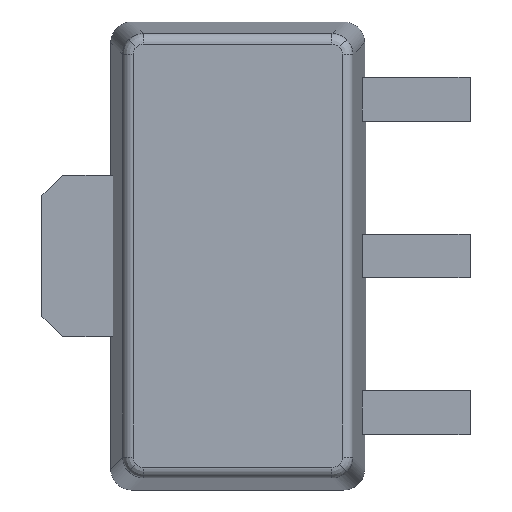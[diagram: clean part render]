
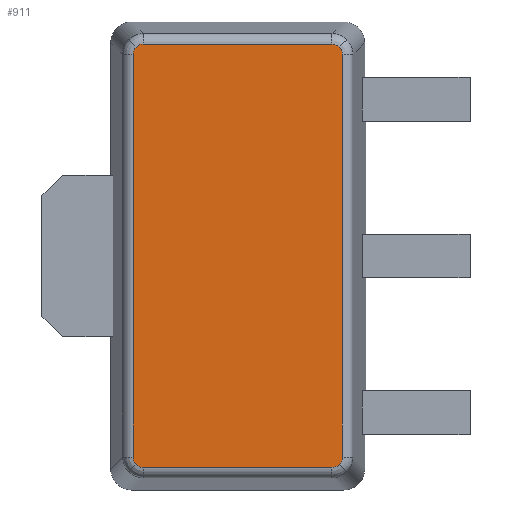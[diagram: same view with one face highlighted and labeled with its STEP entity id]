
A CAD part, top view. The second image highlights one B-rep face of the part: STEP entity #911.
In plain terms, the highlighted planar face has unit normal (0, 0, 1).
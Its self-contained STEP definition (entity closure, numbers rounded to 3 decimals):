
#11 = DIRECTION ( 'NONE',  ( -1., 0., 0. ) ) ;
#64 = CARTESIAN_POINT ( 'NONE',  ( -1.002, 1.954, 1.5 ) ) ;
#73 = CARTESIAN_POINT ( 'NONE',  ( 0.903, -2.027, 1.5 ) ) ;
#138 = DIRECTION ( 'NONE',  ( 1., 0., 0. ) ) ;
#274 = EDGE_CURVE ( 'NONE', #1823, #2061, #4725, .T. ) ;
#320 = CARTESIAN_POINT ( 'NONE',  ( -0.929, -2.027, 1.5 ) ) ;
#326 = EDGE_CURVE ( 'NONE', #2061, #2815, #1225, .T. ) ;
#330 = CARTESIAN_POINT ( 'NONE',  ( 1.002, 1.928, 1.5 ) ) ;
#454 = CARTESIAN_POINT ( 'NONE',  ( -0.973, 1.998, 1.5 ) ) ;
#571 = VERTEX_POINT ( 'NONE', #4782 ) ;
#612 = VECTOR ( 'NONE', #5427, 1000. ) ;
#674 = CARTESIAN_POINT ( 'NONE',  ( 1.002, 1.92, 1.5 ) ) ;
#675 = EDGE_CURVE ( 'NONE', #2074, #1823, #4553, .T. ) ;
#711 = VERTEX_POINT ( 'NONE', #1802 ) ;
#768 = EDGE_CURVE ( 'NONE', #1117, #711, #3539, .T. ) ;
#801 = CARTESIAN_POINT ( 'NONE',  ( 0.903, 2.027, 1.5 ) ) ;
#814 = CARTESIAN_POINT ( 'NONE',  ( 0.973, 1.998, 1.5 ) ) ;
#827 = CARTESIAN_POINT ( 'NONE',  ( -0.973, -1.998, 1.5 ) ) ;
#911 = ADVANCED_FACE ( 'NONE', ( #2748 ), #4917, .T. ) ;
#914 = CARTESIAN_POINT ( 'NONE',  ( 1.002, -1.954, 1.5 ) ) ;
#948 = DIRECTION ( 'NONE',  ( 1., 0., 0. ) ) ;
#967 = VERTEX_POINT ( 'NONE', #2293 ) ;
#995 = CARTESIAN_POINT ( 'NONE',  ( 0.973, -1.998, 1.5 ) ) ;
#1003 = DIRECTION ( 'NONE',  ( 0., 0., 1. ) ) ;
#1048 = CARTESIAN_POINT ( 'NONE',  ( 0., 0., 1.5 ) ) ;
#1078 = CARTESIAN_POINT ( 'NONE',  ( -0.973, -1.998, 1.5 ) ) ;
#1105 = CARTESIAN_POINT ( 'NONE',  ( -0.992, -1.979, 1.5 ) ) ;
#1117 = VERTEX_POINT ( 'NONE', #2490 ) ;
#1225 = LINE ( 'NONE', #1643, #3811 ) ;
#1228 = VERTEX_POINT ( 'NONE', #827 ) ;
#1377 = CARTESIAN_POINT ( 'NONE',  ( 0.895, -2.027, 1.5 ) ) ;
#1528 = LINE ( 'NONE', #1377, #5049 ) ;
#1538 = CARTESIAN_POINT ( 'NONE',  ( -1.002, -1.954, 1.5 ) ) ;
#1583 = EDGE_CURVE ( 'NONE', #571, #2942, #2978, .T. ) ;
#1643 = CARTESIAN_POINT ( 'NONE',  ( -0.895, 2.027, 1.5 ) ) ;
#1755 = CARTESIAN_POINT ( 'NONE',  ( 0.973, -1.998, 1.5 ) ) ;
#1802 = CARTESIAN_POINT ( 'NONE',  ( -1.002, 1.928, 1.5 ) ) ;
#1823 = VERTEX_POINT ( 'NONE', #814 ) ;
#1884 = CARTESIAN_POINT ( 'NONE',  ( -1.002, -1.928, 1.5 ) ) ;
#1913 = EDGE_CURVE ( 'NONE', #2942, #3285, #3961, .T. ) ;
#1933 = VECTOR ( 'NONE', #4777, 1000. ) ;
#1999 = CARTESIAN_POINT ( 'NONE',  ( 0.954, 2.017, 1.5 ) ) ;
#2061 = VERTEX_POINT ( 'NONE', #801 ) ;
#2074 = VERTEX_POINT ( 'NONE', #330 ) ;
#2107 = CARTESIAN_POINT ( 'NONE',  ( 1.002, 1.954, 1.5 ) ) ;
#2293 = CARTESIAN_POINT ( 'NONE',  ( -0.903, -2.027, 1.5 ) ) ;
#2372 = EDGE_CURVE ( 'NONE', #3482, #1228, #3560, .T. ) ;
#2490 = CARTESIAN_POINT ( 'NONE',  ( -0.973, 1.998, 1.5 ) ) ;
#2555 = EDGE_CURVE ( 'NONE', #3285, #2074, #4137, .T. ) ;
#2644 = CARTESIAN_POINT ( 'NONE',  ( -0.992, 1.979, 1.5 ) ) ;
#2748 = FACE_OUTER_BOUND ( 'NONE', #4710, .T. ) ;
#2815 = VERTEX_POINT ( 'NONE', #3842 ) ;
#2856 = CARTESIAN_POINT ( 'NONE',  ( 0.929, 2.027, 1.5 ) ) ;
#2913 = CARTESIAN_POINT ( 'NONE',  ( 0.973, 1.998, 1.5 ) ) ;
#2942 = VERTEX_POINT ( 'NONE', #995 ) ;
#2978 =( BOUNDED_CURVE ( )  B_SPLINE_CURVE ( 3, ( #73, #4864, #4850, #5327 ),
 .UNSPECIFIED., .F., .F. ) 
 B_SPLINE_CURVE_WITH_KNOTS ( ( 4, 4 ),
 ( 5.502, 6.283 ),
 .UNSPECIFIED. ) 
 CURVE ( )  GEOMETRIC_REPRESENTATION_ITEM ( )  RATIONAL_B_SPLINE_CURVE ( ( 1., 0.95, 0.95, 1. ) ) 
 REPRESENTATION_ITEM ( '' )  );
#2985 = CARTESIAN_POINT ( 'NONE',  ( -0.903, -2.027, 1.5 ) ) ;
#3052 = CARTESIAN_POINT ( 'NONE',  ( 0.992, 1.979, 1.5 ) ) ;
#3102 =( BOUNDED_CURVE ( )  B_SPLINE_CURVE ( 3, ( #5637, #5625, #3879, #454 ),
 .UNSPECIFIED., .F., .F. ) 
 B_SPLINE_CURVE_WITH_KNOTS ( ( 4, 4 ),
 ( 5.502, 6.283 ),
 .UNSPECIFIED. ) 
 CURVE ( )  GEOMETRIC_REPRESENTATION_ITEM ( )  RATIONAL_B_SPLINE_CURVE ( ( 1., 0.95, 0.95, 1. ) ) 
 REPRESENTATION_ITEM ( '' )  );
#3285 = VERTEX_POINT ( 'NONE', #5154 ) ;
#3298 = AXIS2_PLACEMENT_3D ( 'NONE', #1048, #1003, #138 ) ;
#3371 = CARTESIAN_POINT ( 'NONE',  ( -0.973, -1.998, 1.5 ) ) ;
#3385 = CARTESIAN_POINT ( 'NONE',  ( 1.002, 1.928, 1.5 ) ) ;
#3425 = ORIENTED_EDGE ( 'NONE', *, *, #5500, .T. ) ;
#3462 = EDGE_CURVE ( 'NONE', #967, #571, #1528, .T. ) ;
#3482 = VERTEX_POINT ( 'NONE', #4857 ) ;
#3493 = ORIENTED_EDGE ( 'NONE', *, *, #3715, .T. ) ;
#3512 = CARTESIAN_POINT ( 'NONE',  ( -1.002, 1.928, 1.5 ) ) ;
#3539 =( BOUNDED_CURVE ( )  B_SPLINE_CURVE ( 3, ( #4815, #2644, #64, #3512 ),
 .UNSPECIFIED., .F., .T. ) 
 B_SPLINE_CURVE_WITH_KNOTS ( ( 4, 4 ),
 ( 0., 0.782 ),
 .UNSPECIFIED. ) 
 CURVE ( )  GEOMETRIC_REPRESENTATION_ITEM ( )  RATIONAL_B_SPLINE_CURVE ( ( 1., 0.95, 0.95, 1. ) ) 
 REPRESENTATION_ITEM ( '' )  );
#3560 =( BOUNDED_CURVE ( )  B_SPLINE_CURVE ( 3, ( #1884, #1538, #1105, #1078 ),
 .UNSPECIFIED., .F., .F. ) 
 B_SPLINE_CURVE_WITH_KNOTS ( ( 4, 4 ),
 ( 5.502, 6.283 ),
 .UNSPECIFIED. ) 
 CURVE ( )  GEOMETRIC_REPRESENTATION_ITEM ( )  RATIONAL_B_SPLINE_CURVE ( ( 1., 0.95, 0.95, 1. ) ) 
 REPRESENTATION_ITEM ( '' )  );
#3617 = ORIENTED_EDGE ( 'NONE', *, *, #1583, .T. ) ;
#3715 = EDGE_CURVE ( 'NONE', #711, #3482, #3757, .T. ) ;
#3757 = LINE ( 'NONE', #4259, #1933 ) ;
#3811 = VECTOR ( 'NONE', #11, 1000. ) ;
#3840 = CARTESIAN_POINT ( 'NONE',  ( -0.954, -2.017, 1.5 ) ) ;
#3842 = CARTESIAN_POINT ( 'NONE',  ( -0.903, 2.027, 1.5 ) ) ;
#3879 = CARTESIAN_POINT ( 'NONE',  ( -0.954, 2.017, 1.5 ) ) ;
#3961 =( BOUNDED_CURVE ( )  B_SPLINE_CURVE ( 3, ( #1755, #3977, #914, #3963 ),
 .UNSPECIFIED., .F., .F. ) 
 B_SPLINE_CURVE_WITH_KNOTS ( ( 4, 4 ),
 ( 0., 0.782 ),
 .UNSPECIFIED. ) 
 CURVE ( )  GEOMETRIC_REPRESENTATION_ITEM ( )  RATIONAL_B_SPLINE_CURVE ( ( 1., 0.95, 0.95, 1. ) ) 
 REPRESENTATION_ITEM ( '' )  );
#3963 = CARTESIAN_POINT ( 'NONE',  ( 1.002, -1.928, 1.5 ) ) ;
#3977 = CARTESIAN_POINT ( 'NONE',  ( 0.992, -1.979, 1.5 ) ) ;
#4027 = ORIENTED_EDGE ( 'NONE', *, *, #4109, .T. ) ;
#4109 = EDGE_CURVE ( 'NONE', #1228, #967, #5343, .T. ) ;
#4112 = ORIENTED_EDGE ( 'NONE', *, *, #274, .T. ) ;
#4137 = LINE ( 'NONE', #674, #612 ) ;
#4259 = CARTESIAN_POINT ( 'NONE',  ( -1.002, -1.92, 1.5 ) ) ;
#4383 = ORIENTED_EDGE ( 'NONE', *, *, #768, .T. ) ;
#4553 =( BOUNDED_CURVE ( )  B_SPLINE_CURVE ( 3, ( #3385, #2107, #3052, #4794 ),
 .UNSPECIFIED., .F., .F. ) 
 B_SPLINE_CURVE_WITH_KNOTS ( ( 4, 4 ),
 ( 5.502, 6.283 ),
 .UNSPECIFIED. ) 
 CURVE ( )  GEOMETRIC_REPRESENTATION_ITEM ( )  RATIONAL_B_SPLINE_CURVE ( ( 1., 0.95, 0.95, 1. ) ) 
 REPRESENTATION_ITEM ( '' )  );
#4710 = EDGE_LOOP ( 'NONE', ( #5525, #5392, #4112, #4961, #3425, #4383, #3493, #5131, #4027, #5133, #3617, #5038 ) ) ;
#4725 =( BOUNDED_CURVE ( )  B_SPLINE_CURVE ( 3, ( #2913, #1999, #2856, #5040 ),
 .UNSPECIFIED., .F., .T. ) 
 B_SPLINE_CURVE_WITH_KNOTS ( ( 4, 4 ),
 ( 0., 0.782 ),
 .UNSPECIFIED. ) 
 CURVE ( )  GEOMETRIC_REPRESENTATION_ITEM ( )  RATIONAL_B_SPLINE_CURVE ( ( 1., 0.95, 0.95, 1. ) ) 
 REPRESENTATION_ITEM ( '' )  );
#4777 = DIRECTION ( 'NONE',  ( 0., -1., 0. ) ) ;
#4782 = CARTESIAN_POINT ( 'NONE',  ( 0.903, -2.027, 1.5 ) ) ;
#4794 = CARTESIAN_POINT ( 'NONE',  ( 0.973, 1.998, 1.5 ) ) ;
#4815 = CARTESIAN_POINT ( 'NONE',  ( -0.973, 1.998, 1.5 ) ) ;
#4850 = CARTESIAN_POINT ( 'NONE',  ( 0.954, -2.017, 1.5 ) ) ;
#4857 = CARTESIAN_POINT ( 'NONE',  ( -1.002, -1.928, 1.5 ) ) ;
#4864 = CARTESIAN_POINT ( 'NONE',  ( 0.929, -2.027, 1.5 ) ) ;
#4917 = PLANE ( 'NONE',  #3298 ) ;
#4961 = ORIENTED_EDGE ( 'NONE', *, *, #326, .T. ) ;
#5038 = ORIENTED_EDGE ( 'NONE', *, *, #1913, .T. ) ;
#5040 = CARTESIAN_POINT ( 'NONE',  ( 0.903, 2.027, 1.5 ) ) ;
#5049 = VECTOR ( 'NONE', #948, 1000. ) ;
#5131 = ORIENTED_EDGE ( 'NONE', *, *, #2372, .T. ) ;
#5133 = ORIENTED_EDGE ( 'NONE', *, *, #3462, .T. ) ;
#5154 = CARTESIAN_POINT ( 'NONE',  ( 1.002, -1.928, 1.5 ) ) ;
#5327 = CARTESIAN_POINT ( 'NONE',  ( 0.973, -1.998, 1.5 ) ) ;
#5343 =( BOUNDED_CURVE ( )  B_SPLINE_CURVE ( 3, ( #3371, #3840, #320, #2985 ),
 .UNSPECIFIED., .F., .F. ) 
 B_SPLINE_CURVE_WITH_KNOTS ( ( 4, 4 ),
 ( 0., 0.782 ),
 .UNSPECIFIED. ) 
 CURVE ( )  GEOMETRIC_REPRESENTATION_ITEM ( )  RATIONAL_B_SPLINE_CURVE ( ( 1., 0.95, 0.95, 1. ) ) 
 REPRESENTATION_ITEM ( '' )  );
#5392 = ORIENTED_EDGE ( 'NONE', *, *, #675, .T. ) ;
#5427 = DIRECTION ( 'NONE',  ( 0., 1., 0. ) ) ;
#5500 = EDGE_CURVE ( 'NONE', #2815, #1117, #3102, .T. ) ;
#5525 = ORIENTED_EDGE ( 'NONE', *, *, #2555, .T. ) ;
#5625 = CARTESIAN_POINT ( 'NONE',  ( -0.929, 2.027, 1.5 ) ) ;
#5637 = CARTESIAN_POINT ( 'NONE',  ( -0.903, 2.027, 1.5 ) ) ;
